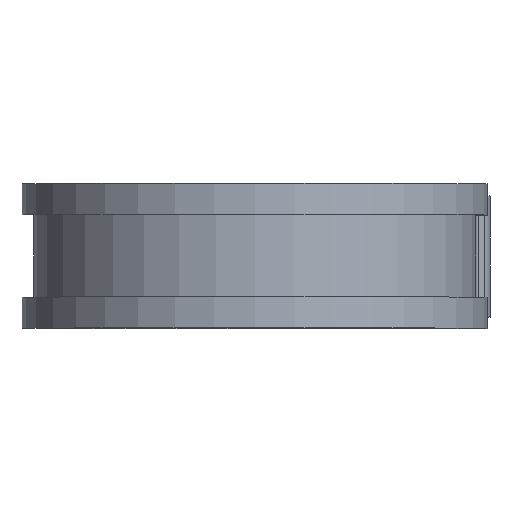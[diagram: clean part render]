
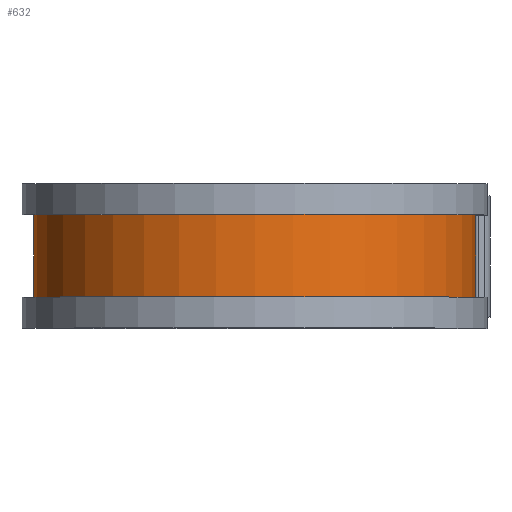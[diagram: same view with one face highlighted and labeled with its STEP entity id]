
A CAD part, top view. The second image highlights one B-rep face of the part: STEP entity #632.
In plain terms, the highlighted cylindrical face has radius 28.931 mm (diameter 57.861 mm), a partial arc.
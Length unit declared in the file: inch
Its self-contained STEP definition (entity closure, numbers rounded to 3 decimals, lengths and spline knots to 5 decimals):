
#32 = VERTEX_POINT ( 'NONE', #1115 ) ;
#50 = VERTEX_POINT ( 'NONE', #1152 ) ;
#164 = CARTESIAN_POINT ( 'NONE',  ( 1.139, -0.2125, 0. ) ) ;
#176 = VERTEX_POINT ( 'NONE', #732 ) ;
#387 = EDGE_CURVE ( 'NONE', #542, #32, #690, .T. ) ;
#469 = VECTOR ( 'NONE', #1722, 39.37008 ) ;
#480 = EDGE_CURVE ( 'NONE', #176, #32, #801, .T. ) ;
#542 = VERTEX_POINT ( 'NONE', #164 ) ;
#576 = AXIS2_PLACEMENT_3D ( 'NONE', #1665, #1701, #1739 ) ;
#605 = ORIENTED_EDGE ( 'NONE', *, *, #787, .F. ) ;
#613 = DIRECTION ( 'NONE',  ( 0., 0., -1. ) ) ;
#632 = ADVANCED_FACE ( 'NONE', ( #955 ), #1131, .T. ) ;
#690 = CIRCLE ( 'NONE', #1613, 1.139 ) ;
#732 = CARTESIAN_POINT ( 'NONE',  ( 0., 0.2125, -1.139 ) ) ;
#742 = CIRCLE ( 'NONE', #576, 1.139 ) ;
#748 = VECTOR ( 'NONE', #1634, 39.37008 ) ;
#760 = EDGE_LOOP ( 'NONE', ( #605, #1497, #1226, #1612 ) ) ;
#787 = EDGE_CURVE ( 'NONE', #50, #542, #842, .T. ) ;
#801 = LINE ( 'NONE', #1614, #748 ) ;
#842 = LINE ( 'NONE', #1725, #469 ) ;
#881 = EDGE_CURVE ( 'NONE', #50, #176, #742, .T. ) ;
#955 = FACE_OUTER_BOUND ( 'NONE', #760, .T. ) ;
#977 = CARTESIAN_POINT ( 'NONE',  ( 0., -0.2125, 0. ) ) ;
#1005 = DIRECTION ( 'NONE',  ( 0., -1., 0. ) ) ;
#1015 = DIRECTION ( 'NONE',  ( 0., 0., -1. ) ) ;
#1115 = CARTESIAN_POINT ( 'NONE',  ( 0., -0.2125, -1.139 ) ) ;
#1131 = CYLINDRICAL_SURFACE ( 'NONE', #1584, 1.139 ) ;
#1152 = CARTESIAN_POINT ( 'NONE',  ( 1.139, 0.2125, 0. ) ) ;
#1226 = ORIENTED_EDGE ( 'NONE', *, *, #480, .T. ) ;
#1497 = ORIENTED_EDGE ( 'NONE', *, *, #881, .T. ) ;
#1584 = AXIS2_PLACEMENT_3D ( 'NONE', #1603, #1586, #613 ) ;
#1586 = DIRECTION ( 'NONE',  ( 0., -1., 0. ) ) ;
#1603 = CARTESIAN_POINT ( 'NONE',  ( 0., 0.3125, 0. ) ) ;
#1612 = ORIENTED_EDGE ( 'NONE', *, *, #387, .F. ) ;
#1613 = AXIS2_PLACEMENT_3D ( 'NONE', #977, #1005, #1015 ) ;
#1614 = CARTESIAN_POINT ( 'NONE',  ( 0., 0.3125, -1.139 ) ) ;
#1634 = DIRECTION ( 'NONE',  ( 0., -1., 0. ) ) ;
#1665 = CARTESIAN_POINT ( 'NONE',  ( 0., 0.2125, 0. ) ) ;
#1701 = DIRECTION ( 'NONE',  ( 0., -1., 0. ) ) ;
#1722 = DIRECTION ( 'NONE',  ( 0., -1., 0. ) ) ;
#1725 = CARTESIAN_POINT ( 'NONE',  ( 1.139, 0.3125, 0. ) ) ;
#1739 = DIRECTION ( 'NONE',  ( 0., 0., -1. ) ) ;
